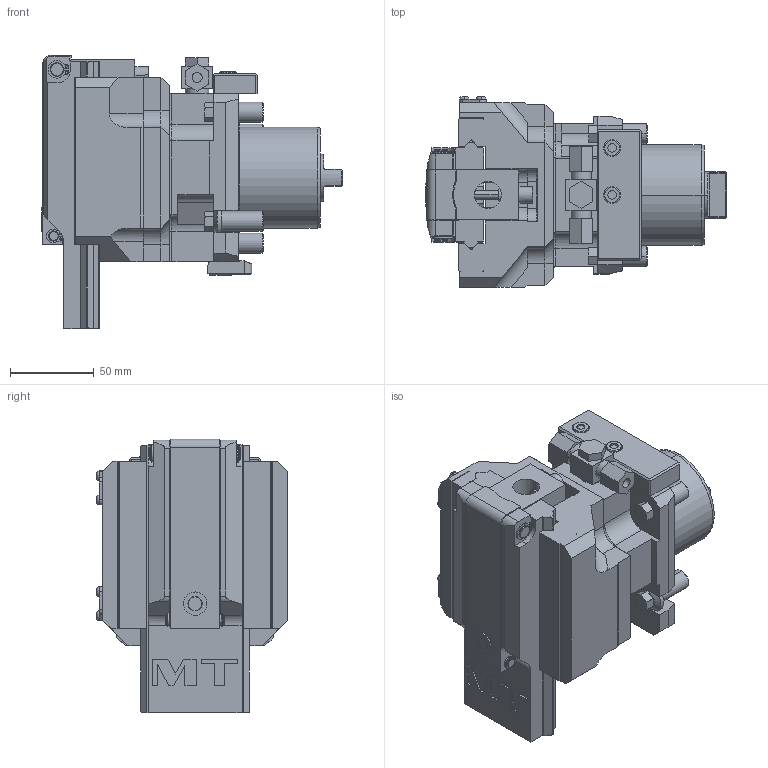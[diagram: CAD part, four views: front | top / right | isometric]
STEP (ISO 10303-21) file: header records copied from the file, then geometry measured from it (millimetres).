
FILE_DESCRIPTION((''),'2;1');
FILE_NAME('OKU1160100_CONF','2023-08-22T10:06:25',('gvalli'),('M.T. srl'),'CREO PARAMETRIC BY PTC INC, 2021072','CREO PARAMETRIC BY PTC INC, 2021072','');
FILE_SCHEMA(('CONFIG_CONTROL_DESIGN'));
Length unit declared in the file: millimetre
Products named in the file (1): OKU1160100_CONF
Bounding box: 179.05 x 113.65 x 163 mm (x, y, z)
Volume: 1242482.3 mm3; surface area: 145058.3 mm2
Topology: 1 solids, 1 shells, 760 faces, 2008 edges, 1266 vertices
Faces by surface type: plane 397, cylinder 250, cone 74, torus 29, bspline 8, extrusion 2
Entity records: 25450 total; most frequent: CARTESIAN_POINT 6439, ORIENTED_EDGE 3984, DIRECTION 3947, EDGE_CURVE 1992, AXIS2_PLACEMENT_3D 1353, VERTEX_POINT 1266, VECTOR 1241, LINE 1239
